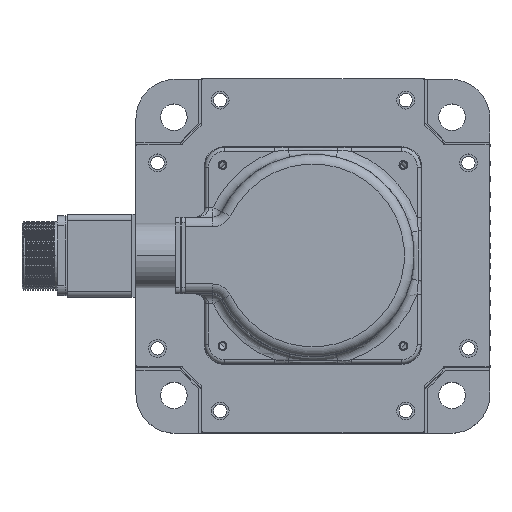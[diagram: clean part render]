
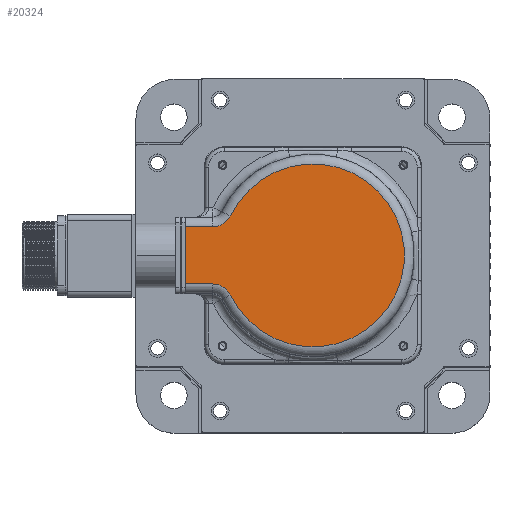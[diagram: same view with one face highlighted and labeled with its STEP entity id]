
A CAD part, top view. The second image highlights one B-rep face of the part: STEP entity #20324.
In plain terms, the highlighted planar face has unit normal (0, 0, 1).
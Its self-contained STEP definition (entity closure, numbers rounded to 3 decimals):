
#588 = EDGE_CURVE ( 'NONE', #20127, #29849, #13094, .T. ) ;
#884 = DIRECTION ( 'NONE',  ( 0., 0., 1. ) ) ;
#939 = PLANE ( 'NONE',  #21123 ) ;
#2658 = CARTESIAN_POINT ( 'NONE',  ( -65., -14.5, 366. ) ) ;
#2718 = ORIENTED_EDGE ( 'NONE', *, *, #2785, .T. ) ;
#2785 = EDGE_CURVE ( 'NONE', #20127, #29793, #8399, .T. ) ;
#3420 = DIRECTION ( 'NONE',  ( -1., 0., 0. ) ) ;
#4866 = VECTOR ( 'NONE', #13765, 1000. ) ;
#4939 = EDGE_CURVE ( 'NONE', #22122, #29793, #11787, .T. ) ;
#5160 = VECTOR ( 'NONE', #6069, 1000. ) ;
#5324 = CARTESIAN_POINT ( 'NONE',  ( -41.901, 20.164, 366. ) ) ;
#6069 = DIRECTION ( 'NONE',  ( 0., 1., 0. ) ) ;
#6332 = VERTEX_POINT ( 'NONE', #21188 ) ;
#6629 = CARTESIAN_POINT ( 'NONE',  ( -50.912, -14.5, 366. ) ) ;
#7403 = VECTOR ( 'NONE', #13206, 1000. ) ;
#8399 = LINE ( 'NONE', #18891, #4866 ) ;
#8770 = ORIENTED_EDGE ( 'NONE', *, *, #4939, .F. ) ;
#9609 = EDGE_CURVE ( 'NONE', #6332, #29017, #17912, .T. ) ;
#9630 = CARTESIAN_POINT ( 'NONE',  ( 0., 0., 366. ) ) ;
#9634 = FACE_OUTER_BOUND ( 'NONE', #26903, .T. ) ;
#10454 = ORIENTED_EDGE ( 'NONE', *, *, #16906, .T. ) ;
#11787 = LINE ( 'NONE', #23002, #5160 ) ;
#12409 = CARTESIAN_POINT ( 'NONE',  ( -65., 14.5, 366. ) ) ;
#12462 = EDGE_CURVE ( 'NONE', #22122, #29017, #24740, .T. ) ;
#13094 = CIRCLE ( 'NONE', #29663, 10. ) ;
#13206 = DIRECTION ( 'NONE',  ( 1., 0., 0. ) ) ;
#13312 = CARTESIAN_POINT ( 'NONE',  ( 0., 0., 366. ) ) ;
#13728 = AXIS2_PLACEMENT_3D ( 'NONE', #31596, #31367, #19090 ) ;
#13765 = DIRECTION ( 'NONE',  ( -1., 0., 0. ) ) ;
#16906 = EDGE_CURVE ( 'NONE', #6332, #29849, #29391, .T. ) ;
#17912 = CIRCLE ( 'NONE', #13728, 10. ) ;
#18199 = DIRECTION ( 'NONE',  ( 0., 0., 1. ) ) ;
#18413 = CARTESIAN_POINT ( 'NONE',  ( -47.666, -14.5, 366. ) ) ;
#18891 = CARTESIAN_POINT ( 'NONE',  ( 0., 14.5, 366. ) ) ;
#19090 = DIRECTION ( 'NONE',  ( -1., 0., 0. ) ) ;
#20127 = VERTEX_POINT ( 'NONE', #25017 ) ;
#20324 = ADVANCED_FACE ( 'NONE', ( #9634 ), #939, .T. ) ;
#21061 = DIRECTION ( 'NONE',  ( -1., 0., 0. ) ) ;
#21123 = AXIS2_PLACEMENT_3D ( 'NONE', #13312, #18199, #3420 ) ;
#21188 = CARTESIAN_POINT ( 'NONE',  ( -41.901, -20.164, 366. ) ) ;
#22122 = VERTEX_POINT ( 'NONE', #2658 ) ;
#22218 = DIRECTION ( 'NONE',  ( -1., 0., 0. ) ) ;
#23002 = CARTESIAN_POINT ( 'NONE',  ( -65., 0., 366. ) ) ;
#24709 = ORIENTED_EDGE ( 'NONE', *, *, #12462, .T. ) ;
#24740 = LINE ( 'NONE', #18413, #7403 ) ;
#25017 = CARTESIAN_POINT ( 'NONE',  ( -50.912, 14.5, 366. ) ) ;
#26172 = ORIENTED_EDGE ( 'NONE', *, *, #9609, .F. ) ;
#26903 = EDGE_LOOP ( 'NONE', ( #27428, #2718, #8770, #24709, #26172, #10454 ) ) ;
#27428 = ORIENTED_EDGE ( 'NONE', *, *, #588, .F. ) ;
#28289 = CARTESIAN_POINT ( 'NONE',  ( -50.912, 24.5, 366. ) ) ;
#28481 = AXIS2_PLACEMENT_3D ( 'NONE', #9630, #32011, #22218 ) ;
#29017 = VERTEX_POINT ( 'NONE', #6629 ) ;
#29391 = CIRCLE ( 'NONE', #28481, 46.5 ) ;
#29663 = AXIS2_PLACEMENT_3D ( 'NONE', #28289, #884, #21061 ) ;
#29793 = VERTEX_POINT ( 'NONE', #12409 ) ;
#29849 = VERTEX_POINT ( 'NONE', #5324 ) ;
#31367 = DIRECTION ( 'NONE',  ( 0., 0., 1. ) ) ;
#31596 = CARTESIAN_POINT ( 'NONE',  ( -50.912, -24.5, 366. ) ) ;
#32011 = DIRECTION ( 'NONE',  ( 0., 0., 1. ) ) ;
